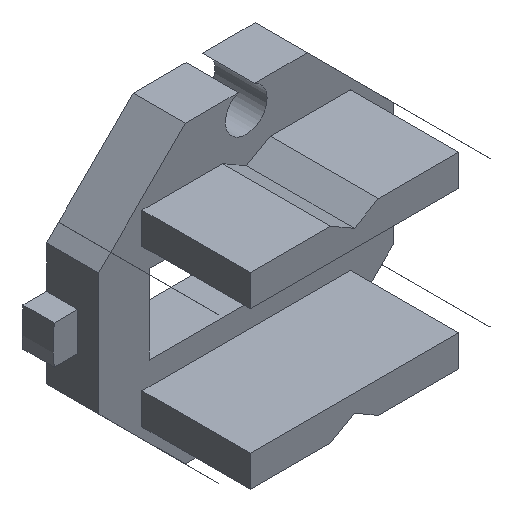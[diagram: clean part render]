
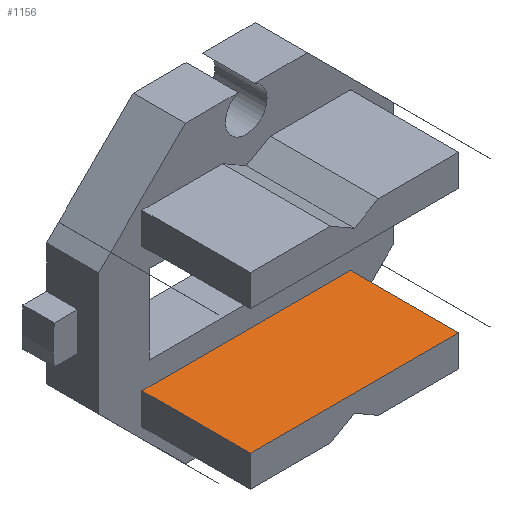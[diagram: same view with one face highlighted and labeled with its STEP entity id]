
A CAD part, isometric view. The second image highlights one B-rep face of the part: STEP entity #1156.
In plain terms, the highlighted planar face has unit normal (0, 0, 1).
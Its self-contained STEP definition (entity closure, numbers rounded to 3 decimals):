
#48=FACE_OUTER_BOUND('',#110,.T.);
#110=EDGE_LOOP('',(#817,#818,#819,#820));
#207=LINE('',#1697,#365);
#208=LINE('',#1700,#366);
#209=LINE('',#1702,#367);
#210=LINE('',#1703,#368);
#365=VECTOR('',#1377,10.);
#366=VECTOR('',#1380,10.);
#367=VECTOR('',#1381,10.);
#368=VECTOR('',#1382,10.);
#515=VERTEX_POINT('',#1693);
#516=VERTEX_POINT('',#1695);
#517=VERTEX_POINT('',#1699);
#518=VERTEX_POINT('',#1701);
#635=EDGE_CURVE('',#516,#515,#207,.T.);
#636=EDGE_CURVE('',#515,#517,#208,.F.);
#637=EDGE_CURVE('',#518,#516,#209,.T.);
#638=EDGE_CURVE('',#518,#517,#210,.T.);
#817=ORIENTED_EDGE('',*,*,#636,.F.);
#818=ORIENTED_EDGE('',*,*,#635,.F.);
#819=ORIENTED_EDGE('',*,*,#637,.F.);
#820=ORIENTED_EDGE('',*,*,#638,.T.);
#1096=PLANE('',#1236);
#1156=ADVANCED_FACE('',(#48),#1096,.F.);
#1236=AXIS2_PLACEMENT_3D('',#1698,#1378,#1379);
#1377=DIRECTION('',(0.,1.,0.));
#1378=DIRECTION('center_axis',(0.,0.,-1.));
#1379=DIRECTION('ref_axis',(-1.,0.,0.));
#1380=DIRECTION('',(-1.,0.,0.));
#1381=DIRECTION('',(-1.,0.,0.));
#1382=DIRECTION('',(0.,1.,0.));
#1693=CARTESIAN_POINT('',(-5.,43.188,-3.));
#1695=CARTESIAN_POINT('',(-5.,38.,-3.));
#1697=CARTESIAN_POINT('',(-5.,38.,-3.));
#1698=CARTESIAN_POINT('Origin',(5.,38.,-3.));
#1699=CARTESIAN_POINT('',(5.,43.188,-3.));
#1700=CARTESIAN_POINT('',(2.5,43.188,-3.));
#1701=CARTESIAN_POINT('',(5.,38.,-3.));
#1702=CARTESIAN_POINT('',(2.5,38.,-3.));
#1703=CARTESIAN_POINT('',(5.,38.,-3.));
